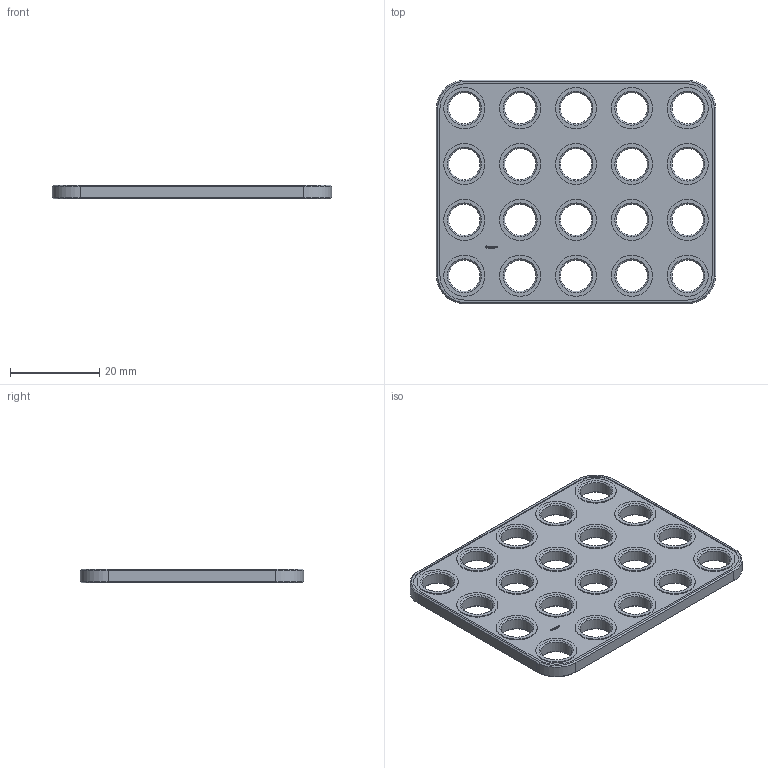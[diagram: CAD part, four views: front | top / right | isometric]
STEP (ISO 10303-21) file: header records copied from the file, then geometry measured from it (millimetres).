
FILE_DESCRIPTION(('FreeCAD Model'),'2;1');
FILE_NAME('Open CASCADE Shape Model','2024-10-08T01:24:29',(''),(''), 'Open CASCADE STEP processor 7.7','FreeCAD','Unknown');
FILE_SCHEMA(('AUTOMOTIVE_DESIGN { 1 0 10303 214 1 1 1 1 }'));
Length unit declared in the file: millimetre
Products named in the file (1): Plate RCT CRNR BU05x04x00.25 - SPN-PLT-0090 (stemfie.org)
Bounding box: 62.5 x 50 x 3.12 mm (x, y, z)
Volume: 6877.1 mm3; surface area: 6620.6 mm2
Topology: 1 solids, 1 shells, 598 faces, 1570 edges, 1028 vertices
Faces by surface type: plane 332, extrusion 170, cylinder 48, cone 48
Full cylindrical faces by diameter (mm): 7 x20, 9.2 x20
Entity records: 18908 total; most frequent: CARTESIAN_POINT 4593, ORIENTED_EDGE 3140, DIRECTION 2402, EDGE_CURVE 1570, VECTOR 1256, LINE 1086, VERTEX_POINT 1028, FACE_BOUND 692
